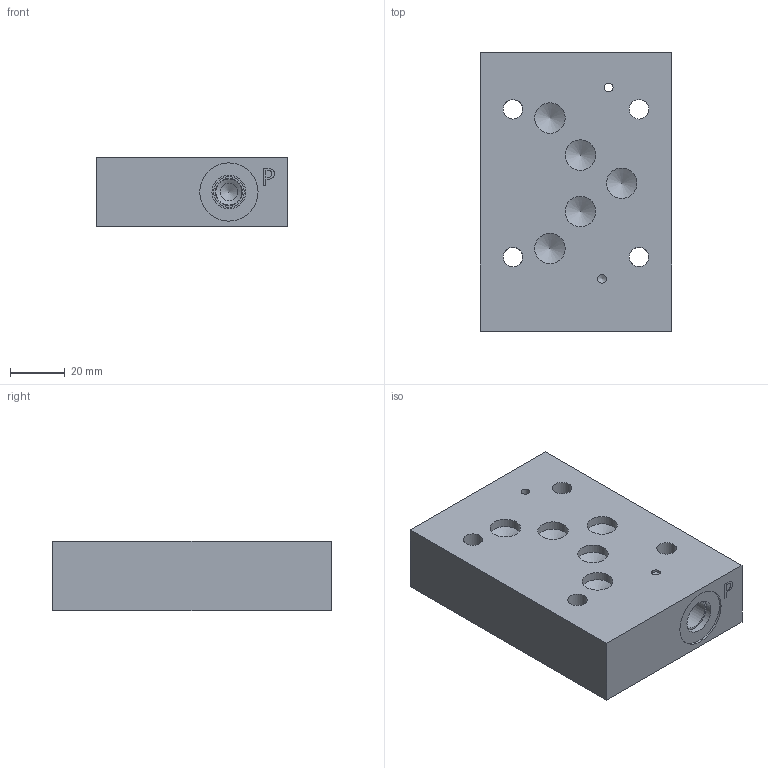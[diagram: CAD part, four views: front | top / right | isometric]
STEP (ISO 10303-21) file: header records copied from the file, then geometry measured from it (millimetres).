
FILE_DESCRIPTION(/* description */ (''),/* implementation_level */ '2;1');
FILE_NAME(/* name */ '_D05HETPPT4S.stp',/* time_stamp */ '2021-12-28T12:04:05-05:00',/* author */ ('jrf'),/* organization */ (''),/* preprocessor_version */ 'ST-DEVELOPER v18.1',/* originating_system */ 'Autodesk Inventor 2022',/* authorisation */ '');
FILE_SCHEMA (('AUTOMOTIVE_DESIGN { 1 0 10303 214 3 1 1 }'));
Length unit declared in the file: millimetre
Products named in the file (1): Part_AD05HETPPT4S.B00611R4_3D
Bounding box: 69.85 x 101.6 x 25.4 mm (x, y, z)
Volume: 166323.3 mm3; surface area: 28102 mm2
Topology: 1 solids, 1 shells, 436 faces, 1145 edges, 757 vertices
Faces by surface type: plane 296, bspline 81, cylinder 39, cone 20
Full cylindrical faces by diameter (mm): 3.175 x2, 6.35 x1, 7.137 x4, 9.525 x2, 9.881 x2, 11.113 x7, 11.125 x6, 12.395 x2, 15.875 x7, 21.285 x2
Entity records: 14112 total; most frequent: CARTESIAN_POINT 3465, ORIENTED_EDGE 2264, DIRECTION 1760, EDGE_CURVE 1132, LINE 884, VECTOR 884, VERTEX_POINT 757, EDGE_LOOP 505
